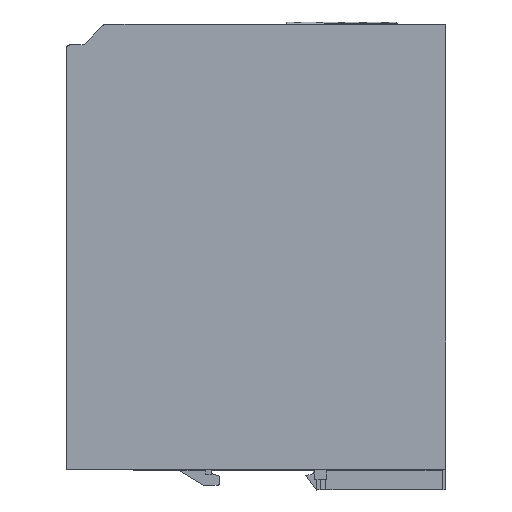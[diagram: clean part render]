
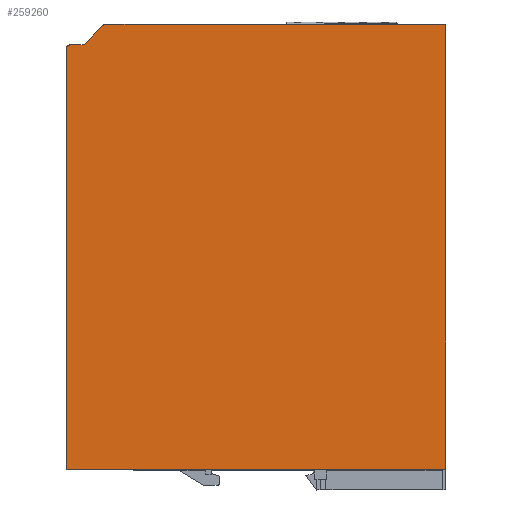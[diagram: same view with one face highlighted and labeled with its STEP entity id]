
A CAD part, left-side view. The second image highlights one B-rep face of the part: STEP entity #259260.
In plain terms, the highlighted planar face has unit normal (-1, 0, 0).
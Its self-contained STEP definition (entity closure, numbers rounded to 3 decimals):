
#38260=CARTESIAN_POINT('',(-57.5,-121.999,1.));
#38270=VERTEX_POINT('',#38260);
#38300=CARTESIAN_POINT('',(-57.5,-130.499,1.));
#38310=DIRECTION('',(0.,-1.,0.));
#38320=VECTOR('',#38310,1.);
#38330=LINE('',#38300,#38320);
#38340=CARTESIAN_POINT('',(-57.5,21.85,1.));
#38350=VERTEX_POINT('',#38340);
#38360=EDGE_CURVE('',#38350,#38270,#38330,.T.);
#82930=CARTESIAN_POINT('',(-57.5,21.85,-129.));
#82940=VERTEX_POINT('',#82930);
#82970=CARTESIAN_POINT('',(-57.5,-130.499,-129.));
#82980=DIRECTION('',(0.,-1.,0.));
#82990=VECTOR('',#82980,1.);
#83000=LINE('',#82970,#82990);
#83010=CARTESIAN_POINT('',(-57.5,-130.499,-129.));
#83020=VERTEX_POINT('',#83010);
#83030=EDGE_CURVE('',#82940,#83020,#83000,.T.);
#258450=CARTESIAN_POINT('',(-57.5,-130.499,-64.));
#258460=DIRECTION('',(0.,0.,1.));
#258470=VECTOR('',#258460,1.);
#258480=LINE('',#258450,#258470);
#258490=CARTESIAN_POINT('',(-57.5,-130.499,-12.621));
#258500=VERTEX_POINT('',#258490);
#258510=EDGE_CURVE('',#83020,#258500,#258480,.T.);
#258690=CARTESIAN_POINT('',(-57.5,21.5,1.));
#258700=DIRECTION('',(-1.,0.,0.));
#258710=DIRECTION('',(0.,1.,0.));
#258720=AXIS2_PLACEMENT_3D('',#258690,#258700,#258710);
#258730=PLANE('',#258720);
#258740=CARTESIAN_POINT('',(-57.5,-128.999,-12.621));
#258750=DIRECTION('',(1.,0.,0.));
#258760=DIRECTION('',(0.,-0.707,0.707));
#258770=AXIS2_PLACEMENT_3D('',#258740,#258750,#258760);
#258780=CIRCLE('',#258770,1.5);
#258790=CARTESIAN_POINT('',(-57.5,-130.06,-11.561));
#258800=VERTEX_POINT('',#258790);
#258810=EDGE_CURVE('',#258800,#258500,#258780,.T.);
#258820=ORIENTED_EDGE('',*,*,#258810,.F.);
#258830=ORIENTED_EDGE('',*,*,#258510,.T.);
#258840=ORIENTED_EDGE('',*,*,#83030,.T.);
#258850=CARTESIAN_POINT('',(-57.5,21.85,-64.));
#258860=DIRECTION('',(0.,0.,-1.));
#258870=VECTOR('',#258860,1.);
#258880=LINE('',#258850,#258870);
#258890=EDGE_CURVE('',#38350,#82940,#258880,.T.);
#258900=ORIENTED_EDGE('',*,*,#258890,.T.);
#258910=ORIENTED_EDGE('',*,*,#38360,.F.);
#258920=CARTESIAN_POINT('',(-57.5,-121.999,-0.5));
#258930=DIRECTION('',(1.,0.,0.));
#258940=DIRECTION('',(0.,0.,1.));
#258950=AXIS2_PLACEMENT_3D('',#258920,#258930,#258940);
#258960=CIRCLE('',#258950,1.5);
#258970=CARTESIAN_POINT('',(-57.5,-123.499,-0.5));
#258980=VERTEX_POINT('',#258970);
#258990=EDGE_CURVE('',#38270,#258980,#258960,.T.);
#259000=ORIENTED_EDGE('',*,*,#258990,.F.);
#259010=CARTESIAN_POINT('',(-57.5,-123.499,-64.));
#259020=DIRECTION('',(0.,0.,-1.));
#259030=VECTOR('',#259020,1.);
#259040=LINE('',#259010,#259030);
#259050=CARTESIAN_POINT('',(-57.5,-123.499,-4.793));
#259060=VERTEX_POINT('',#259050);
#259070=EDGE_CURVE('',#258980,#259060,#259040,.T.);
#259080=ORIENTED_EDGE('',*,*,#259070,.F.);
#259090=CARTESIAN_POINT('',(-57.5,-123.999,-4.793));
#259100=DIRECTION('',(-1.,0.,0.));
#259110=DIRECTION('',(0.,1.,0.));
#259120=AXIS2_PLACEMENT_3D('',#259090,#259100,#259110);
#259130=CIRCLE('',#259120,0.5);
#259140=CARTESIAN_POINT('',(-57.5,-123.645,-5.146));
#259150=VERTEX_POINT('',#259140);
#259160=EDGE_CURVE('',#259060,#259150,#259130,.T.);
#259170=ORIENTED_EDGE('',*,*,#259160,.F.);
#259180=CARTESIAN_POINT('',(-57.5,-182.499,-64.));
#259190=DIRECTION('',(0.,-0.707,-0.707));
#259200=VECTOR('',#259190,1.);
#259210=LINE('',#259180,#259200);
#259220=EDGE_CURVE('',#259150,#258800,#259210,.T.);
#259230=ORIENTED_EDGE('',*,*,#259220,.F.);
#259240=EDGE_LOOP('',(#259230,#259170,#259080,#259000,#258910,#258900,
#258840,#258830,#258820));
#259250=FACE_OUTER_BOUND('',#259240,.T.);
#259260=ADVANCED_FACE('',(#259250),#258730,.T.);
